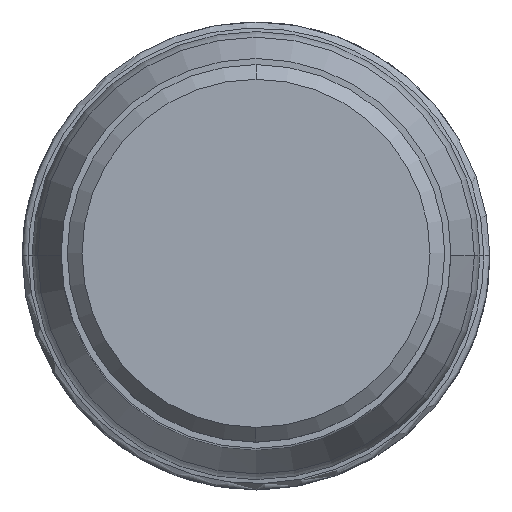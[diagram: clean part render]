
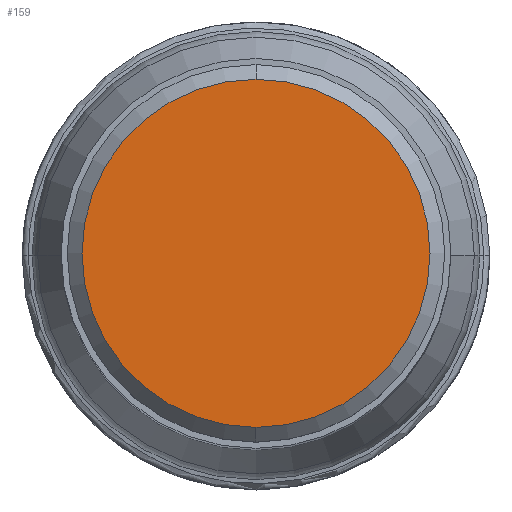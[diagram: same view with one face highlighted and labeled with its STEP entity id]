
A CAD part, top view. The second image highlights one B-rep face of the part: STEP entity #159.
In plain terms, the highlighted planar face has unit normal (0, 0, 1).
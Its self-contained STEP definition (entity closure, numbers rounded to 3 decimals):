
#29=PLANE('',#1161);
#159=ADVANCED_FACE('',(#222),#29,.F.);
#222=FACE_OUTER_BOUND('',#280,.T.);
#280=EDGE_LOOP('',(#502,#503));
#502=ORIENTED_EDGE('',*,*,#744,.T.);
#503=ORIENTED_EDGE('',*,*,#742,.T.);
#619=VERTEX_POINT('',#3632);
#620=VERTEX_POINT('',#3634);
#742=EDGE_CURVE('',#620,#619,#881,.T.);
#744=EDGE_CURVE('',#619,#620,#882,.T.);
#881=CIRCLE('',#1157,14.175);
#882=CIRCLE('',#1159,14.175);
#1157=AXIS2_PLACEMENT_3D('',#3633,#1447,#1448);
#1159=AXIS2_PLACEMENT_3D('',#3637,#1452,#1453);
#1161=AXIS2_PLACEMENT_3D('',#3639,#1456,#1457);
#1447=DIRECTION('',(0.,0.,1.));
#1448=DIRECTION('',(0.,1.,0.));
#1452=DIRECTION('',(0.,0.,1.));
#1453=DIRECTION('',(0.,-1.,0.));
#1456=DIRECTION('',(0.,0.,-1.));
#1457=DIRECTION('',(1.,0.,0.));
#3632=CARTESIAN_POINT('',(0.,-14.175,0.));
#3633=CARTESIAN_POINT('',(0.,0.,0.));
#3634=CARTESIAN_POINT('',(0.,14.175,0.));
#3637=CARTESIAN_POINT('',(0.,0.,0.));
#3639=CARTESIAN_POINT('',(0.,0.,0.));
